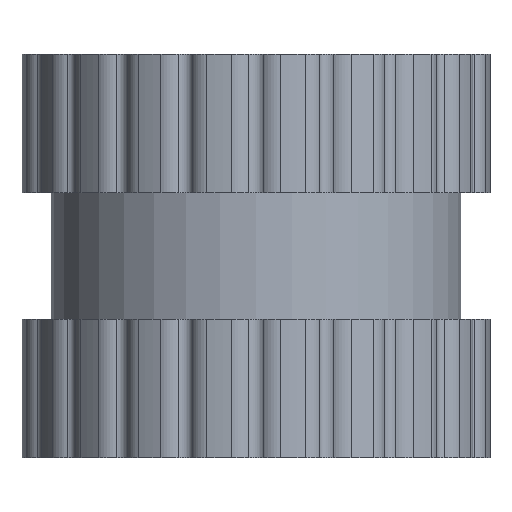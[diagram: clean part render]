
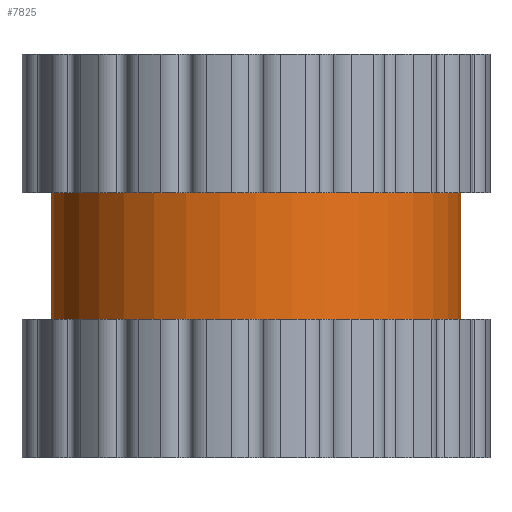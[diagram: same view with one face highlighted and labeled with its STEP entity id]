
A CAD part, front view. The second image highlights one B-rep face of the part: STEP entity #7825.
In plain terms, the highlighted cylindrical face has radius 1.524 mm (diameter 3.048 mm), a full revolution.
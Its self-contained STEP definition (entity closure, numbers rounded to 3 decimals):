
#938=CIRCLE('',#8368,1.524);
#980=CIRCLE('',#8411,1.524);
#1142=CYLINDRICAL_SURFACE('',#8410,1.524);
#1760=ORIENTED_EDGE('',*,*,#3433,.T.);
#1761=ORIENTED_EDGE('',*,*,#3391,.F.);
#3391=EDGE_CURVE('',#4227,#4227,#938,.T.);
#3433=EDGE_CURVE('',#4230,#4230,#980,.T.);
#4227=VERTEX_POINT('',#11760);
#4230=VERTEX_POINT('',#11806);
#4812=EDGE_LOOP('',(#1760));
#4813=EDGE_LOOP('',(#1761));
#5166=FACE_BOUND('',#4812,.T.);
#5167=FACE_BOUND('',#4813,.T.);
#7825=ADVANCED_FACE('',(#5166,#5167),#1142,.T.);
#8368=AXIS2_PLACEMENT_3D('',#11759,#9413,#9414);
#8410=AXIS2_PLACEMENT_3D('',#11804,#9497,#9498);
#8411=AXIS2_PLACEMENT_3D('',#11805,#9499,#9500);
#9413=DIRECTION('',(0.,0.,1.));
#9414=DIRECTION('',(1.,0.,0.));
#9497=DIRECTION('',(0.,0.,1.));
#9498=DIRECTION('',(1.,0.,0.));
#9499=DIRECTION('',(0.,0.,1.));
#9500=DIRECTION('',(1.,0.,0.));
#11759=CARTESIAN_POINT('',(0.,0.,1.97));
#11760=CARTESIAN_POINT('',(1.524,0.,1.97));
#11804=CARTESIAN_POINT('',(0.,0.,0.));
#11805=CARTESIAN_POINT('',(0.,0.,1.03));
#11806=CARTESIAN_POINT('',(1.524,0.,1.03));
